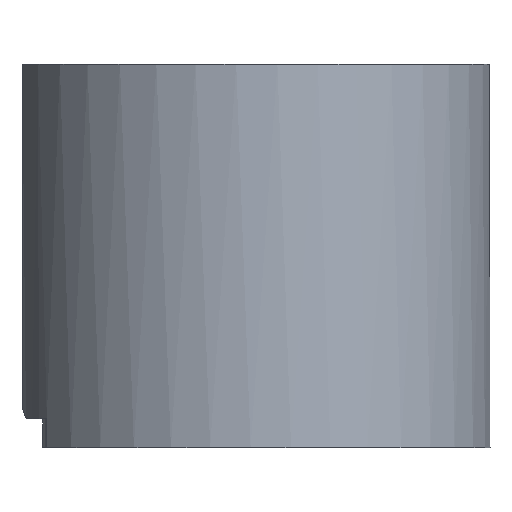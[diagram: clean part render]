
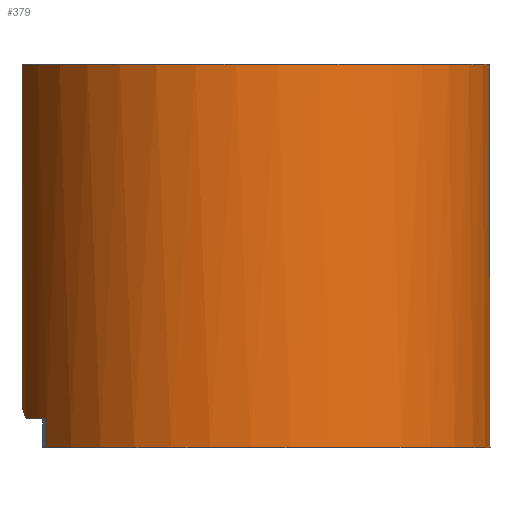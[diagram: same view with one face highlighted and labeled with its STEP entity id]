
A CAD part, left-side view. The second image highlights one B-rep face of the part: STEP entity #379.
In plain terms, the highlighted cylindrical face has radius 25 mm (diameter 50 mm), a partial arc.
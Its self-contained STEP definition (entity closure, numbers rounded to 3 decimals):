
#35=CARTESIAN_POINT('',(0.,0.,0.));
#36=DIRECTION('',(0.,0.,1.));
#37=DIRECTION('',(-0.525,0.851,0.));
#38=AXIS2_PLACEMENT_3D('',#35,#36,#37);
#63=CARTESIAN_POINT('',(0.,0.,40.));
#64=DIRECTION('',(0.,0.,1.));
#65=DIRECTION('',(-0.3,0.954,0.));
#66=AXIS2_PLACEMENT_3D('',#63,#64,#65);
#87=DIRECTION('',(0.,0.,-1.));
#88=VECTOR('',#87,3.);
#89=CARTESIAN_POINT('',(-13.118,21.282,3.));
#90=LINE('',#89,#88);
#91=CARTESIAN_POINT('',(-7.508,23.846,4.183));
#92=CARTESIAN_POINT('',(-7.896,23.724,3.788));
#93=CARTESIAN_POINT('',(-8.282,23.592,3.393));
#94=CARTESIAN_POINT('',(-8.666,23.45,3.));
#96=DIRECTION('',(0.,0.,-1.));
#97=VECTOR('',#96,35.817);
#98=CARTESIAN_POINT('',(-7.508,23.846,40.));
#99=LINE('',#98,#97);
#100=DIRECTION('',(0.,0.,1.));
#101=VECTOR('',#100,40.);
#102=CARTESIAN_POINT('',(14.94,20.045,0.));
#103=LINE('',#102,#101);
#181=CARTESIAN_POINT('',(0.,0.,3.));
#182=DIRECTION('',(0.,0.,1.));
#183=DIRECTION('',(-0.347,0.938,0.));
#184=AXIS2_PLACEMENT_3D('',#181,#182,#183);
#238=CARTESIAN_POINT('',(-8.666,23.45,3.));
#240=VERTEX_POINT('',#238);
#247=CARTESIAN_POINT('',(-7.508,23.846,40.));
#248=CARTESIAN_POINT('',(-7.508,23.846,4.183));
#249=VERTEX_POINT('',#247);
#250=VERTEX_POINT('',#248);
#254=CARTESIAN_POINT('',(-13.118,21.282,0.));
#256=VERTEX_POINT('',#254);
#260=CARTESIAN_POINT('',(-13.118,21.282,3.));
#261=VERTEX_POINT('',#260);
#270=CARTESIAN_POINT('',(14.94,20.045,0.));
#271=VERTEX_POINT('',#270);
#274=CARTESIAN_POINT('',(14.94,20.045,40.));
#275=VERTEX_POINT('',#274);
#360=CARTESIAN_POINT('',(0.,0.,0.));
#361=DIRECTION('',(0.,0.,1.));
#362=DIRECTION('',(1.,0.,0.));
#363=AXIS2_PLACEMENT_3D('',#360,#361,#362);
#364=CYLINDRICAL_SURFACE('',#363,25.);
#365=ORIENTED_EDGE('',*,*,#297,.F.);
#367=ORIENTED_EDGE('',*,*,#366,.F.);
#369=ORIENTED_EDGE('',*,*,#368,.F.);
#371=ORIENTED_EDGE('',*,*,#370,.F.);
#373=ORIENTED_EDGE('',*,*,#372,.F.);
#374=ORIENTED_EDGE('',*,*,#343,.T.);
#376=ORIENTED_EDGE('',*,*,#375,.F.);
#377=EDGE_LOOP('',(#365,#367,#369,#371,#373,#374,#376));
#378=FACE_OUTER_BOUND('',#377,.F.);
#379=ADVANCED_FACE('',(#378),#364,.T.);
#39=CIRCLE('',#38,25.);
#67=CIRCLE('',#66,25.);
#95=B_SPLINE_CURVE_WITH_KNOTS('',3,(#91,#92,#93,#94),.UNSPECIFIED.,.F.,.F.,(4,
4),(0.,1.),.UNSPECIFIED.);
#185=CIRCLE('',#184,25.);
#297=EDGE_CURVE('',#256,#271,#39,.T.);
#343=EDGE_CURVE('',#249,#275,#67,.T.);
#366=EDGE_CURVE('',#261,#256,#90,.T.);
#368=EDGE_CURVE('',#240,#261,#185,.T.);
#370=EDGE_CURVE('',#250,#240,#95,.T.);
#372=EDGE_CURVE('',#249,#250,#99,.T.);
#375=EDGE_CURVE('',#271,#275,#103,.T.);
